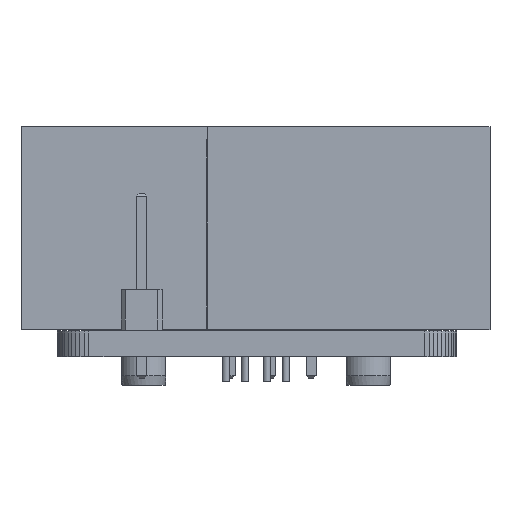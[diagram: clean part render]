
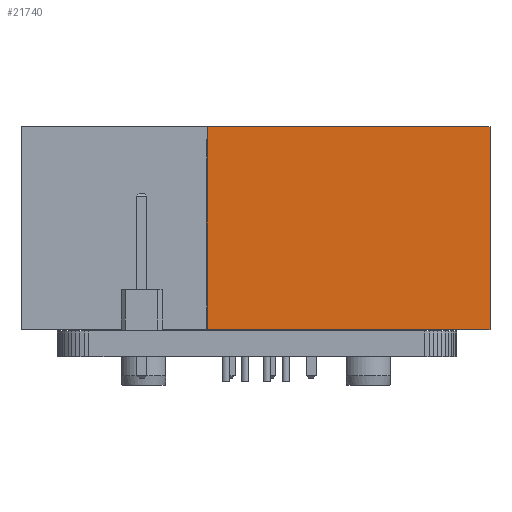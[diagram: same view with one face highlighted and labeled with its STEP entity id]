
A CAD part, left-side view. The second image highlights one B-rep face of the part: STEP entity #21740.
In plain terms, the highlighted face is planar.
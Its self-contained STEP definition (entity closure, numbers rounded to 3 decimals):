
#19843 = PLANE('',#19844);
#19844 = AXIS2_PLACEMENT_3D('',#19845,#19846,#19847);
#19845 = CARTESIAN_POINT('',(-0.04,-4.11,0.));
#19846 = DIRECTION('',(-1.,0.,0.));
#19847 = DIRECTION('',(0.,0.,1.));
#19871 = PLANE('',#19872);
#19872 = AXIS2_PLACEMENT_3D('',#19873,#19874,#19875);
#19873 = CARTESIAN_POINT('',(-5.1,-10.46,-6.4));
#19874 = DIRECTION('',(0.,-1.,0.));
#19875 = DIRECTION('',(1.,0.,0.));
#20268 = VERTEX_POINT('',#20269);
#20269 = CARTESIAN_POINT('',(-0.04,2.24,-7.65));
#20283 = PLANE('',#20284);
#20284 = AXIS2_PLACEMENT_3D('',#20285,#20286,#20287);
#20285 = CARTESIAN_POINT('',(-0.04,2.24,7.65));
#20286 = DIRECTION('',(0.,1.,0.));
#20287 = DIRECTION('',(0.,0.,-1.));
#20295 = EDGE_CURVE('',#20268,#20296,#20298,.T.);
#20296 = VERTEX_POINT('',#20297);
#20297 = CARTESIAN_POINT('',(-0.04,-10.46,-7.65));
#20298 = SURFACE_CURVE('',#20299,(#20303,#20310),.PCURVE_S1.);
#20299 = LINE('',#20300,#20301);
#20300 = CARTESIAN_POINT('',(-0.04,2.24,-7.65));
#20301 = VECTOR('',#20302,1.);
#20302 = DIRECTION('',(0.,-1.,0.));
#20303 = PCURVE('',#19843,#20304);
#20304 = DEFINITIONAL_REPRESENTATION('',(#20305),#20309);
#20305 = LINE('',#20306,#20307);
#20306 = CARTESIAN_POINT('',(-7.65,6.35));
#20307 = VECTOR('',#20308,1.);
#20308 = DIRECTION('',(0.,-1.));
#20309 = ( GEOMETRIC_REPRESENTATION_CONTEXT(2) 
PARAMETRIC_REPRESENTATION_CONTEXT() REPRESENTATION_CONTEXT('2D SPACE',''
  ) );
#20310 = PCURVE('',#20311,#20316);
#20311 = PLANE('',#20312);
#20312 = AXIS2_PLACEMENT_3D('',#20313,#20314,#20315);
#20313 = CARTESIAN_POINT('',(-0.04,2.24,-7.65));
#20314 = DIRECTION('',(0.,0.,-1.));
#20315 = DIRECTION('',(0.,-1.,0.));
#20316 = DEFINITIONAL_REPRESENTATION('',(#20317),#20321);
#20317 = LINE('',#20318,#20319);
#20318 = CARTESIAN_POINT('',(0.,-0.));
#20319 = VECTOR('',#20320,1.);
#20320 = DIRECTION('',(1.,0.));
#20321 = ( GEOMETRIC_REPRESENTATION_CONTEXT(2) 
PARAMETRIC_REPRESENTATION_CONTEXT() REPRESENTATION_CONTEXT('2D SPACE',''
  ) );
#20874 = EDGE_CURVE('',#20296,#20875,#20877,.T.);
#20875 = VERTEX_POINT('',#20876);
#20876 = CARTESIAN_POINT('',(-17.74,-10.46,-7.65));
#20877 = SURFACE_CURVE('',#20878,(#20882,#20889),.PCURVE_S1.);
#20878 = LINE('',#20879,#20880);
#20879 = CARTESIAN_POINT('',(-0.04,-10.46,-7.65));
#20880 = VECTOR('',#20881,1.);
#20881 = DIRECTION('',(-1.,0.,0.));
#20882 = PCURVE('',#19871,#20883);
#20883 = DEFINITIONAL_REPRESENTATION('',(#20884),#20888);
#20884 = LINE('',#20885,#20886);
#20885 = CARTESIAN_POINT('',(5.06,-1.25));
#20886 = VECTOR('',#20887,1.);
#20887 = DIRECTION('',(-1.,0.));
#20888 = ( GEOMETRIC_REPRESENTATION_CONTEXT(2) 
PARAMETRIC_REPRESENTATION_CONTEXT() REPRESENTATION_CONTEXT('2D SPACE',''
  ) );
#20889 = PCURVE('',#20311,#20890);
#20890 = DEFINITIONAL_REPRESENTATION('',(#20891),#20895);
#20891 = LINE('',#20892,#20893);
#20892 = CARTESIAN_POINT('',(12.7,0.));
#20893 = VECTOR('',#20894,1.);
#20894 = DIRECTION('',(0.,1.));
#20895 = ( GEOMETRIC_REPRESENTATION_CONTEXT(2) 
PARAMETRIC_REPRESENTATION_CONTEXT() REPRESENTATION_CONTEXT('2D SPACE',''
  ) );
#20913 = PLANE('',#20914);
#20914 = AXIS2_PLACEMENT_3D('',#20915,#20916,#20917);
#20915 = CARTESIAN_POINT('',(-17.74,-4.11,0.));
#20916 = DIRECTION('',(-1.,0.,0.));
#20917 = DIRECTION('',(0.,0.,1.));
#21740 = ADVANCED_FACE('',(#21741),#20311,.T.);
#21741 = FACE_BOUND('',#21742,.F.);
#21742 = EDGE_LOOP('',(#21743,#21744,#21767,#21788));
#21743 = ORIENTED_EDGE('',*,*,#20295,.F.);
#21744 = ORIENTED_EDGE('',*,*,#21745,.T.);
#21745 = EDGE_CURVE('',#20268,#21746,#21748,.T.);
#21746 = VERTEX_POINT('',#21747);
#21747 = CARTESIAN_POINT('',(-17.74,2.24,-7.65));
#21748 = SURFACE_CURVE('',#21749,(#21753,#21760),.PCURVE_S1.);
#21749 = LINE('',#21750,#21751);
#21750 = CARTESIAN_POINT('',(-0.04,2.24,-7.65));
#21751 = VECTOR('',#21752,1.);
#21752 = DIRECTION('',(-1.,0.,0.));
#21753 = PCURVE('',#20311,#21754);
#21754 = DEFINITIONAL_REPRESENTATION('',(#21755),#21759);
#21755 = LINE('',#21756,#21757);
#21756 = CARTESIAN_POINT('',(0.,-0.));
#21757 = VECTOR('',#21758,1.);
#21758 = DIRECTION('',(0.,1.));
#21759 = ( GEOMETRIC_REPRESENTATION_CONTEXT(2) 
PARAMETRIC_REPRESENTATION_CONTEXT() REPRESENTATION_CONTEXT('2D SPACE',''
  ) );
#21760 = PCURVE('',#20283,#21761);
#21761 = DEFINITIONAL_REPRESENTATION('',(#21762),#21766);
#21762 = LINE('',#21763,#21764);
#21763 = CARTESIAN_POINT('',(15.3,0.));
#21764 = VECTOR('',#21765,1.);
#21765 = DIRECTION('',(0.,1.));
#21766 = ( GEOMETRIC_REPRESENTATION_CONTEXT(2) 
PARAMETRIC_REPRESENTATION_CONTEXT() REPRESENTATION_CONTEXT('2D SPACE',''
  ) );
#21767 = ORIENTED_EDGE('',*,*,#21768,.T.);
#21768 = EDGE_CURVE('',#21746,#20875,#21769,.T.);
#21769 = SURFACE_CURVE('',#21770,(#21774,#21781),.PCURVE_S1.);
#21770 = LINE('',#21771,#21772);
#21771 = CARTESIAN_POINT('',(-17.74,2.24,-7.65));
#21772 = VECTOR('',#21773,1.);
#21773 = DIRECTION('',(0.,-1.,0.));
#21774 = PCURVE('',#20311,#21775);
#21775 = DEFINITIONAL_REPRESENTATION('',(#21776),#21780);
#21776 = LINE('',#21777,#21778);
#21777 = CARTESIAN_POINT('',(0.,17.7));
#21778 = VECTOR('',#21779,1.);
#21779 = DIRECTION('',(1.,0.));
#21780 = ( GEOMETRIC_REPRESENTATION_CONTEXT(2) 
PARAMETRIC_REPRESENTATION_CONTEXT() REPRESENTATION_CONTEXT('2D SPACE',''
  ) );
#21781 = PCURVE('',#20913,#21782);
#21782 = DEFINITIONAL_REPRESENTATION('',(#21783),#21787);
#21783 = LINE('',#21784,#21785);
#21784 = CARTESIAN_POINT('',(-7.65,6.35));
#21785 = VECTOR('',#21786,1.);
#21786 = DIRECTION('',(0.,-1.));
#21787 = ( GEOMETRIC_REPRESENTATION_CONTEXT(2) 
PARAMETRIC_REPRESENTATION_CONTEXT() REPRESENTATION_CONTEXT('2D SPACE',''
  ) );
#21788 = ORIENTED_EDGE('',*,*,#20874,.F.);
